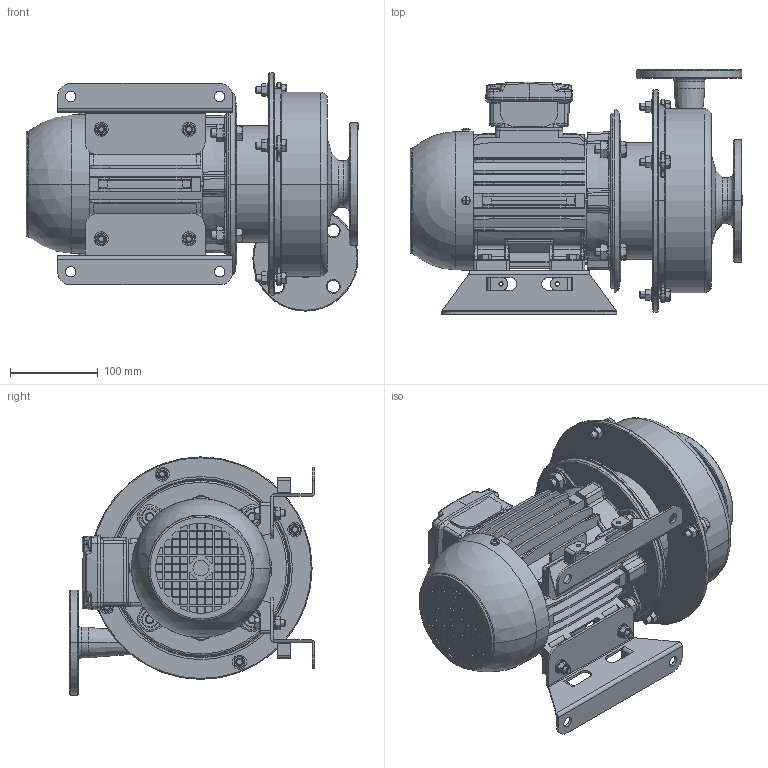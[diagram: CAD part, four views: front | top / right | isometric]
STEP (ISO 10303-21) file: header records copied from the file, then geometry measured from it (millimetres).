
FILE_DESCRIPTION (( 'STEP AP203' ), '1' );
FILE_NAME ('Ýëåêòðîíàñîñíûé àãðåãàò ÕÌ 6,3_30Ê5_2,2_2.STEP', '2016-11-03T20:44:12', ( '' ), ( '' ), 'SwSTEP 2.0', 'SolidWorks 2015', '' );
FILE_SCHEMA (( 'CONFIG_CONTROL_DESIGN' ));
Length unit declared in the file: millimetre
Products named in the file (16): Êàñòðþëÿ 6,3_30; ﾘ琺矜 ﾌ8; Îòâîä 6,3_30; Ãàéêà Ì8; 冓憵 6,3_30; Áîëò Ì10; 婑鳧氀 Dy32; ﾘ琺矜; 婑鳧氀 Dy50; Ãàéêà; Ýëåêòðîíàñîñíûé àãðåãàò ÕÌ 6,3_30Ê5_2,2_2; 婜縺蹞 6,3_30; Ôëàíåö ôîíàðÿ 6,3_30; 80_TOP_FF; 扻錪犩 6,3_30; Áîëò Ì8_2
Assembly tree (46 placements, depth 2):
  Ýëåêòðîíàñîñíûé àãðåãàò ÕÌ 6,3_30Ê5_2,2_2
    80_TOP_FF
    Áîëò Ì8_2  x8
    ﾘ琺矜 ﾌ8  x8
    Ãàéêà Ì8  x8
    Áîëò Ì10  x4
    ﾘ琺矜  x4
    Ãàéêà  x4
    婜縺蹞 6,3_30
    Ôëàíåö ôîíàðÿ 6,3_30
    扻錪犩 6,3_30
    Êàñòðþëÿ 6,3_30
    Îòâîä 6,3_30
    冓憵 6,3_30  x2
    婑鳧氀 Dy32
    婑鳧氀 Dy50
Bounding box: 379 x 280.23 x 272 mm (x, y, z)
Volume: 5388809.7 mm3; surface area: 862164.5 mm2
Topology: 51 solids, 52 shells, 2790 faces, 6732 edges, 4201 vertices
Faces by surface type: plane 1332, cylinder 644, cone 505, torus 182, bspline 105, sphere 22
Entity records: 72761 total; most frequent: CARTESIAN_POINT 18428, ORIENTED_EDGE 10852, DIRECTION 10705, EDGE_CURVE 5426, AXIS2_PLACEMENT_3D 3768, VERTEX_POINT 3425, VECTOR 3169, LINE 3169
